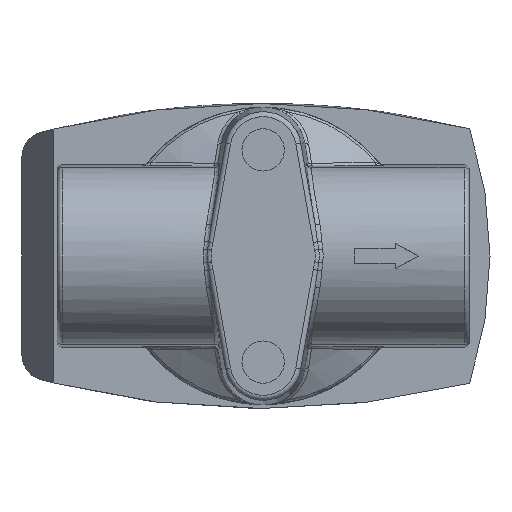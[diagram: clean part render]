
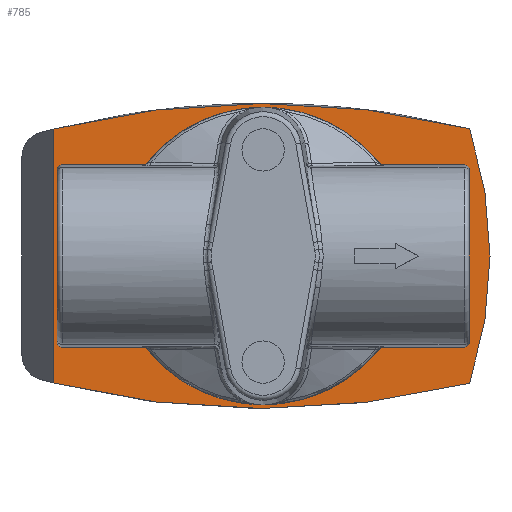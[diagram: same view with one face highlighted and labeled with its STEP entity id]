
A CAD part, front view. The second image highlights one B-rep face of the part: STEP entity #785.
In plain terms, the highlighted planar face has unit normal (0, -1, 0).
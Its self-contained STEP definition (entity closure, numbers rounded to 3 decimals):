
#785 = ADVANCED_FACE( '', ( #1696 ), #1697, .T. );
#1696 = FACE_OUTER_BOUND( '', #3341, .T. );
#1697 = PLANE( '', #3342 );
#3341 = EDGE_LOOP( '', ( #6075, #6076, #6077, #6078 ) );
#3342 = AXIS2_PLACEMENT_3D( '', #6079, #6080, #6081 );
#6075 = ORIENTED_EDGE( '', *, *, #8172, .F. );
#6076 = ORIENTED_EDGE( '', *, *, #8364, .F. );
#6077 = ORIENTED_EDGE( '', *, *, #8365, .F. );
#6078 = ORIENTED_EDGE( '', *, *, #7797, .F. );
#6079 = CARTESIAN_POINT( '', ( -0.07, 0., 70.99 ) );
#6080 = DIRECTION( '', ( 0., -1., 0. ) );
#6081 = DIRECTION( '', ( 0., 0., -1. ) );
#7797 = EDGE_CURVE( '', #9121, #9123, #9124, .T. );
#8172 = EDGE_CURVE( '', #9715, #9121, #9716, .T. );
#8364 = EDGE_CURVE( '', #9984, #9715, #9985, .T. );
#8365 = EDGE_CURVE( '', #9123, #9984, #9986, .T. );
#9121 = VERTEX_POINT( '', #11156 );
#9123 = VERTEX_POINT( '', #11159 );
#9124 = CIRCLE( '', #11160, 86.205 );
#9715 = VERTEX_POINT( '', #12353 );
#9716 = LINE( '', #12354, #12355 );
#9984 = VERTEX_POINT( '', #12947 );
#9985 = CIRCLE( '', #12948, 86.205 );
#9986 = CIRCLE( '', #12949, 40.704 );
#11156 = CARTESIAN_POINT( '', ( -20.879, 0., 12.665 ) );
#11159 = CARTESIAN_POINT( '', ( 20.599, 0., 12.7 ) );
#11160 = AXIS2_PLACEMENT_3D( '', #14299, #14300, #14301 );
#12353 = CARTESIAN_POINT( '', ( -20.879, 0., -12.665 ) );
#12354 = CARTESIAN_POINT( '', ( -20.879, 0., 70.99 ) );
#12355 = VECTOR( '', #14767, 1000. );
#12947 = CARTESIAN_POINT( '', ( 20.599, 0., -12.7 ) );
#12948 = AXIS2_PLACEMENT_3D( '', #14962, #14963, #14964 );
#12949 = AXIS2_PLACEMENT_3D( '', #14965, #14966, #14967 );
#14299 = CARTESIAN_POINT( '', ( -0.07, 0., -70.99 ) );
#14300 = DIRECTION( '', ( 0., 1., 0. ) );
#14301 = DIRECTION( '', ( 0., 0., 1. ) );
#14767 = DIRECTION( '', ( 0., 0., 1. ) );
#14962 = CARTESIAN_POINT( '', ( -0.07, 0., 70.99 ) );
#14963 = DIRECTION( '', ( 0., 1., 0. ) );
#14964 = DIRECTION( '', ( 0., 0., -1. ) );
#14965 = CARTESIAN_POINT( '', ( -18.072, 0., 0. ) );
#14966 = DIRECTION( '', ( 0., 1., 0. ) );
#14967 = DIRECTION( '', ( 0., 0., 1. ) );
